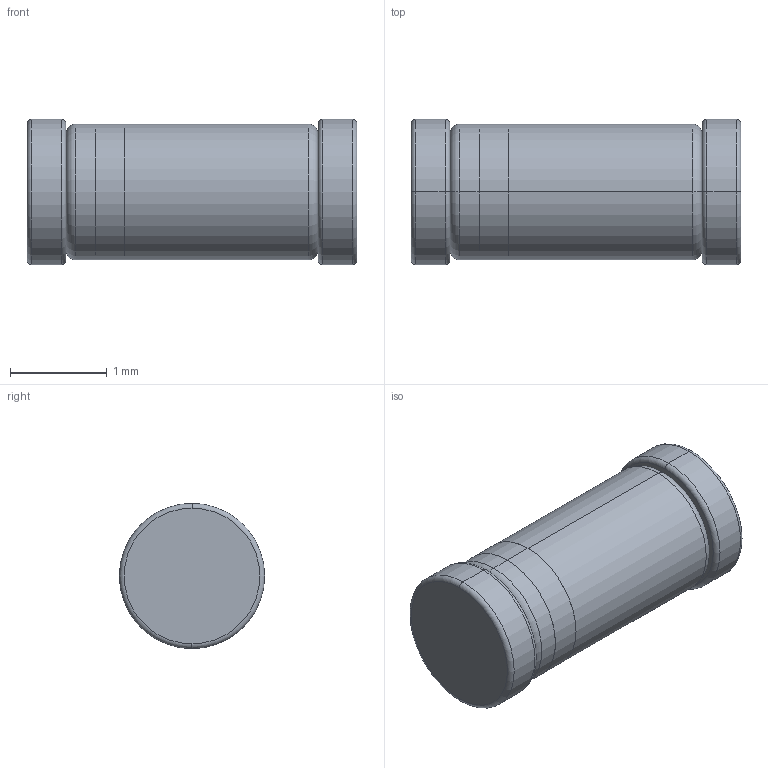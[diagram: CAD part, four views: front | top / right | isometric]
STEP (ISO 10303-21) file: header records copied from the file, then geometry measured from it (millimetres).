
FILE_DESCRIPTION (( 'STEP AP214' ), '1' );
FILE_NAME ('LL-34_L3.5-W1.5-RD.step', '2023-05-10T18:37:34', ( 'Windows User' ), ( 'P R C' ), 'SwSTEP 2.0', 'SolidWorks 2020', '' );
FILE_SCHEMA (( 'AUTOMOTIVE_DESIGN' ));
Length unit declared in the file: millimetre
Products named in the file (1): LL-34_L3.5-W1.5-RD
Bounding box: 3.4 x 1.5 x 1.5 mm (x, y, z)
Volume: 5.4 mm3; surface area: 20.1 mm2
Topology: 1 solids, 1 shells, 32 faces, 62 edges, 36 vertices
Faces by surface type: cylinder 14, torus 12, plane 6
Entity records: 1212 total; most frequent: DIRECTION 176, CARTESIAN_POINT 131, ORIENTED_EDGE 124, AXIS2_PLACEMENT_3D 81, EDGE_CURVE 62, CIRCLE 48, VERTEX_POINT 36, EDGE_LOOP 36
